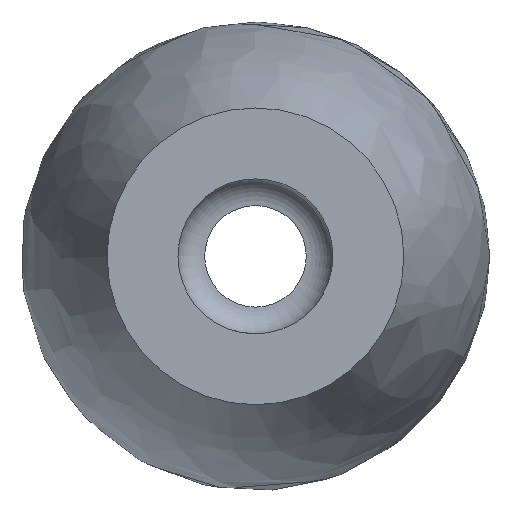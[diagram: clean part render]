
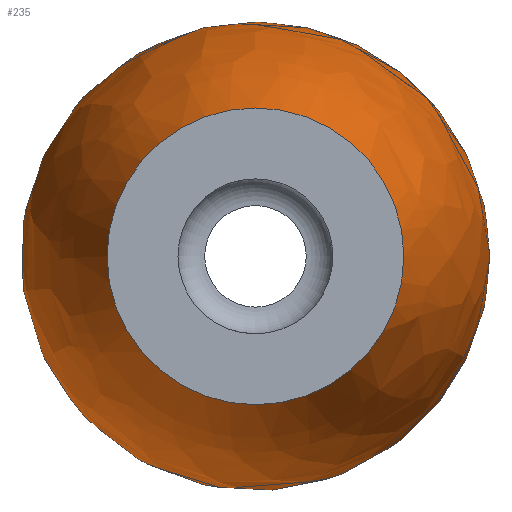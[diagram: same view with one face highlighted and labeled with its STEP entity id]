
A CAD part, front view. The second image highlights one B-rep face of the part: STEP entity #235.
In plain terms, the highlighted free-form (B-spline) face has degree [3, 3] with [18, 4] control points.
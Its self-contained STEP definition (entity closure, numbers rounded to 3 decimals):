
#50=FACE_OUTER_BOUND('',#65,.T.);
#65=EDGE_LOOP('',(#207,#208,#209,#210,#211));
#82=CIRCLE('',#278,19.5);
#83=CIRCLE('',#279,19.5);
#85=CIRCLE('',#283,19.);
#97=B_SPLINE_CURVE_WITH_KNOTS('',3,(#923,#924,#925,#926),.UNSPECIFIED.,
 .F.,.F.,(4,4),(0.,1.),.UNSPECIFIED.);
#114=VERTEX_POINT('',#766);
#115=VERTEX_POINT('',#768);
#117=VERTEX_POINT('',#921);
#142=EDGE_CURVE('',#114,#115,#82,.T.);
#143=EDGE_CURVE('',#115,#114,#83,.T.);
#148=EDGE_CURVE('',#117,#117,#85,.T.);
#149=EDGE_CURVE('',#117,#115,#97,.T.);
#207=ORIENTED_EDGE('',*,*,#148,.T.);
#208=ORIENTED_EDGE('',*,*,#149,.T.);
#209=ORIENTED_EDGE('',*,*,#142,.F.);
#210=ORIENTED_EDGE('',*,*,#143,.F.);
#211=ORIENTED_EDGE('',*,*,#149,.F.);
#223=B_SPLINE_SURFACE_WITH_KNOTS('',3,3,((#849,#850,#851,#852),(#853,#854,
#855,#856),(#857,#858,#859,#860),(#861,#862,#863,#864),(#865,#866,#867,
#868),(#869,#870,#871,#872),(#873,#874,#875,#876),(#877,#878,#879,#880),
(#881,#882,#883,#884),(#885,#886,#887,#888),(#889,#890,#891,#892),(#893,
#894,#895,#896),(#897,#898,#899,#900),(#901,#902,#903,#904),(#905,#906,
#907,#908),(#909,#910,#911,#912),(#913,#914,#915,#916),(#917,#918,#919,
#920)),.UNSPECIFIED.,.T.,.F.,.F.,(4,1,1,1,1,1,1,1,1,1,1,1,1,1,1,4),(4,4),
(0.,0.071,0.143,0.19,0.238,
0.286,0.333,0.429,0.524,
0.571,0.619,0.714,0.786,
0.857,0.929,1.),(0.,1.),.UNSPECIFIED.);
#235=ADVANCED_FACE('',(#50),#223,.T.);
#278=AXIS2_PLACEMENT_3D('',#769,#326,#327);
#279=AXIS2_PLACEMENT_3D('',#770,#328,#329);
#283=AXIS2_PLACEMENT_3D('',#922,#338,#339);
#326=DIRECTION('center_axis',(0.,1.,0.));
#327=DIRECTION('ref_axis',(-1.,0.,0.));
#328=DIRECTION('center_axis',(0.,1.,0.));
#329=DIRECTION('ref_axis',(-1.,0.,0.));
#338=DIRECTION('center_axis',(0.,1.,0.));
#339=DIRECTION('ref_axis',(-1.,0.,0.));
#766=CARTESIAN_POINT('',(-19.5,125.,0.));
#768=CARTESIAN_POINT('',(19.5,125.,0.));
#769=CARTESIAN_POINT('Origin',(0.,125.,0.));
#770=CARTESIAN_POINT('Origin',(0.,125.,0.));
#849=CARTESIAN_POINT('Ctrl Pts',(19.,25.,0.));
#850=CARTESIAN_POINT('Ctrl Pts',(33.5,58.265,0.));
#851=CARTESIAN_POINT('Ctrl Pts',(33.666,91.598,0.));
#852=CARTESIAN_POINT('Ctrl Pts',(19.5,125.,0.));
#853=CARTESIAN_POINT('Ctrl Pts',(19.,25.,-2.842));
#854=CARTESIAN_POINT('Ctrl Pts',(33.502,58.265,-5.011));
#855=CARTESIAN_POINT('Ctrl Pts',(33.668,91.598,-5.036));
#856=CARTESIAN_POINT('Ctrl Pts',(19.5,125.,-2.917));
#857=CARTESIAN_POINT('Ctrl Pts',(17.705,25.,-8.527));
#858=CARTESIAN_POINT('Ctrl Pts',(31.215,58.265,-15.034));
#859=CARTESIAN_POINT('Ctrl Pts',(31.37,91.598,-15.109));
#860=CARTESIAN_POINT('Ctrl Pts',(18.171,125.,-8.751));
#861=CARTESIAN_POINT('Ctrl Pts',(12.856,25.,-14.602));
#862=CARTESIAN_POINT('Ctrl Pts',(22.668,58.265,-25.746));
#863=CARTESIAN_POINT('Ctrl Pts',(22.781,91.598,-25.874));
#864=CARTESIAN_POINT('Ctrl Pts',(13.195,125.,-14.986));
#865=CARTESIAN_POINT('Ctrl Pts',(7.046,25.,-17.951));
#866=CARTESIAN_POINT('Ctrl Pts',(12.422,58.265,-31.65));
#867=CARTESIAN_POINT('Ctrl Pts',(12.484,91.598,-31.808));
#868=CARTESIAN_POINT('Ctrl Pts',(7.231,125.,-18.424));
#869=CARTESIAN_POINT('Ctrl Pts',(1.441,25.,-19.234));
#870=CARTESIAN_POINT('Ctrl Pts',(2.54,58.265,-33.913));
#871=CARTESIAN_POINT('Ctrl Pts',(2.553,91.598,-34.081));
#872=CARTESIAN_POINT('Ctrl Pts',(1.479,125.,-19.74));
#873=CARTESIAN_POINT('Ctrl Pts',(-4.289,25.,-18.798));
#874=CARTESIAN_POINT('Ctrl Pts',(-7.562,58.265,-33.142));
#875=CARTESIAN_POINT('Ctrl Pts',(-7.599,91.598,-33.307));
#876=CARTESIAN_POINT('Ctrl Pts',(-4.402,125.,-19.292));
#877=CARTESIAN_POINT('Ctrl Pts',(-11.434,25.,-16.013));
#878=CARTESIAN_POINT('Ctrl Pts',(-20.16,58.265,-28.234));
#879=CARTESIAN_POINT('Ctrl Pts',(-20.26,91.598,-28.374));
#880=CARTESIAN_POINT('Ctrl Pts',(-11.735,125.,-16.434));
#881=CARTESIAN_POINT('Ctrl Pts',(-18.176,25.,-8.754));
#882=CARTESIAN_POINT('Ctrl Pts',(-32.046,58.265,-15.435));
#883=CARTESIAN_POINT('Ctrl Pts',(-32.206,91.598,-15.512));
#884=CARTESIAN_POINT('Ctrl Pts',(-18.654,125.,-8.985));
#885=CARTESIAN_POINT('Ctrl Pts',(-19.649,25.,1.046));
#886=CARTESIAN_POINT('Ctrl Pts',(-34.645,58.265,1.846));
#887=CARTESIAN_POINT('Ctrl Pts',(-34.817,91.598,1.855));
#888=CARTESIAN_POINT('Ctrl Pts',(-20.166,125.,1.074));
#889=CARTESIAN_POINT('Ctrl Pts',(-17.37,25.,8.364));
#890=CARTESIAN_POINT('Ctrl Pts',(-30.625,58.265,14.746));
#891=CARTESIAN_POINT('Ctrl Pts',(-30.777,91.598,14.819));
#892=CARTESIAN_POINT('Ctrl Pts',(-17.827,125.,8.584));
#893=CARTESIAN_POINT('Ctrl Pts',(-13.067,25.,14.713));
#894=CARTESIAN_POINT('Ctrl Pts',(-23.04,58.265,25.942));
#895=CARTESIAN_POINT('Ctrl Pts',(-23.155,91.598,26.071));
#896=CARTESIAN_POINT('Ctrl Pts',(-13.411,125.,15.1));
#897=CARTESIAN_POINT('Ctrl Pts',(-5.35,25.,19.166));
#898=CARTESIAN_POINT('Ctrl Pts',(-9.432,58.265,33.792));
#899=CARTESIAN_POINT('Ctrl Pts',(-9.479,91.598,33.96));
#900=CARTESIAN_POINT('Ctrl Pts',(-5.491,125.,19.671));
#901=CARTESIAN_POINT('Ctrl Pts',(4.375,25.,19.153));
#902=CARTESIAN_POINT('Ctrl Pts',(7.714,58.265,33.769));
#903=CARTESIAN_POINT('Ctrl Pts',(7.752,91.598,33.937));
#904=CARTESIAN_POINT('Ctrl Pts',(4.49,125.,19.657));
#905=CARTESIAN_POINT('Ctrl Pts',(12.249,25.,15.365));
#906=CARTESIAN_POINT('Ctrl Pts',(21.598,58.265,27.091));
#907=CARTESIAN_POINT('Ctrl Pts',(21.706,91.598,27.226));
#908=CARTESIAN_POINT('Ctrl Pts',(12.572,125.,15.769));
#909=CARTESIAN_POINT('Ctrl Pts',(17.704,25.,8.523));
#910=CARTESIAN_POINT('Ctrl Pts',(31.214,58.265,15.028));
#911=CARTESIAN_POINT('Ctrl Pts',(31.369,91.598,15.102));
#912=CARTESIAN_POINT('Ctrl Pts',(18.17,125.,8.748));
#913=CARTESIAN_POINT('Ctrl Pts',(19.,25.,2.842));
#914=CARTESIAN_POINT('Ctrl Pts',(33.501,58.265,5.012));
#915=CARTESIAN_POINT('Ctrl Pts',(33.668,91.598,5.037));
#916=CARTESIAN_POINT('Ctrl Pts',(19.5,125.,2.917));
#917=CARTESIAN_POINT('Ctrl Pts',(19.,25.,0.));
#918=CARTESIAN_POINT('Ctrl Pts',(33.5,58.265,0.));
#919=CARTESIAN_POINT('Ctrl Pts',(33.666,91.598,0.));
#920=CARTESIAN_POINT('Ctrl Pts',(19.5,125.,0.));
#921=CARTESIAN_POINT('',(19.,25.,0.));
#922=CARTESIAN_POINT('Origin',(0.,25.,0.));
#923=CARTESIAN_POINT('Ctrl Pts',(19.,25.,0.));
#924=CARTESIAN_POINT('Ctrl Pts',(33.5,58.265,0.));
#925=CARTESIAN_POINT('Ctrl Pts',(33.666,91.598,0.));
#926=CARTESIAN_POINT('Ctrl Pts',(19.5,125.,0.));
